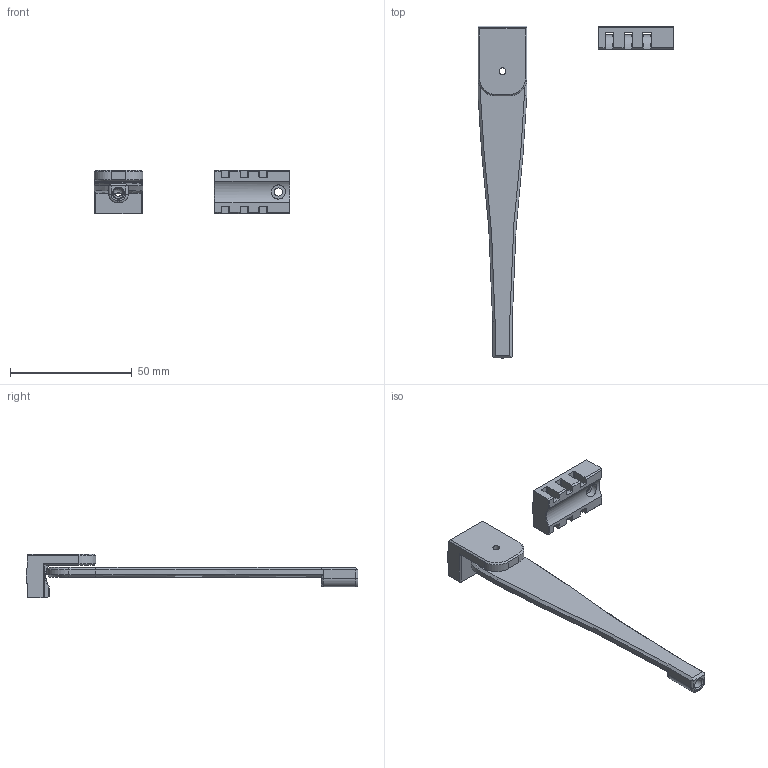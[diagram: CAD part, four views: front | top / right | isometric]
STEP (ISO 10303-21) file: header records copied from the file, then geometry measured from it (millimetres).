
FILE_DESCRIPTION(/* description */ (''),/* implementation_level */ '2;1');
FILE_NAME(/* name */ 'PTFE_Support.step',/* time_stamp */ '2023-04-09T23:30:51-05:00',/* author */ (''),/* organization */ (''),/* preprocessor_version */ 'ST-DEVELOPER v19.2',/* originating_system */ 'Autodesk Translation Framework v12.4.0.73',/* authorisation */ '');
FILE_SCHEMA (('AUTOMOTIVE_DESIGN { 1 0 10303 214 3 1 1 }'));
Length unit declared in the file: millimetre
Products named in the file (4): PTFE_Support; Tube Arm; Zip Tie Mount; Tube Mount
Assembly tree (3 placements, depth 2):
  PTFE_Support
    Tube Arm
    Zip Tie Mount
    Tube Mount
Bounding box: 80.33 x 136.1 x 18 mm (x, y, z)
Volume: 14781.8 mm3; surface area: 9514.5 mm2
Topology: 3 solids, 3 shells, 138 faces, 368 edges, 231 vertices
Faces by surface type: plane 78, cylinder 29, cone 14, torus 10, bspline 7
Full cylindrical faces by diameter (mm): 2.8 x1, 3.3 x1, 3.4 x1, 3.6 x1, 4.2 x1, 5.8 x1, 6 x1
Entity records: 5144 total; most frequent: CARTESIAN_POINT 1564, ORIENTED_EDGE 736, DIRECTION 719, EDGE_CURVE 368, LINE 245, VECTOR 245, AXIS2_PLACEMENT_3D 237, VERTEX_POINT 231
